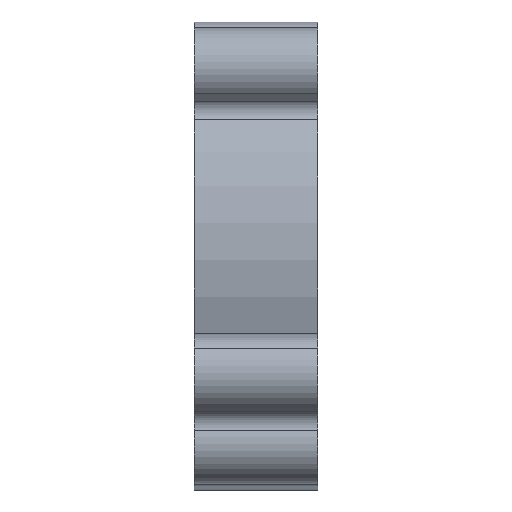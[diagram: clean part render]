
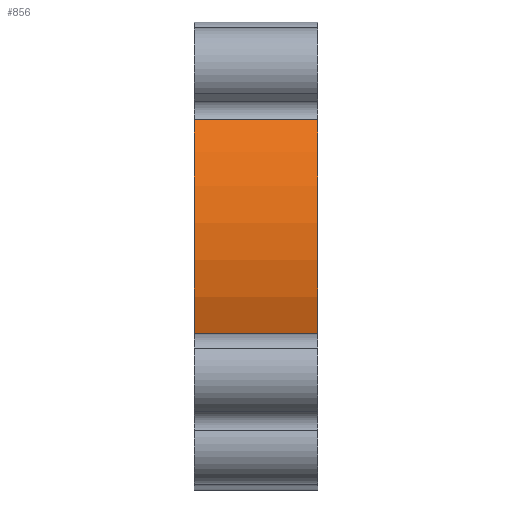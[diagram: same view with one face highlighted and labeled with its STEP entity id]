
A CAD part, left-side view. The second image highlights one B-rep face of the part: STEP entity #856.
In plain terms, the highlighted cylindrical face has radius 47 mm (diameter 94 mm), a partial arc.
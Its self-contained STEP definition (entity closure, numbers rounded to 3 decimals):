
#51=LINE('',#1479,#100);
#52=LINE('',#1485,#101);
#100=VECTOR('',#1212,10.);
#101=VECTOR('',#1219,10.);
#139=CYLINDRICAL_SURFACE('',#969,47.);
#205=FACE_OUTER_BOUND('',#256,.T.);
#256=EDGE_LOOP('',(#691,#692,#693,#694));
#340=CIRCLE('',#970,47.);
#341=CIRCLE('',#971,47.);
#420=VERTEX_POINT('',#1475);
#421=VERTEX_POINT('',#1477);
#422=VERTEX_POINT('',#1481);
#423=VERTEX_POINT('',#1483);
#531=EDGE_CURVE('',#420,#421,#51,.T.);
#532=EDGE_CURVE('',#422,#420,#340,.T.);
#533=EDGE_CURVE('',#423,#421,#341,.T.);
#534=EDGE_CURVE('',#422,#423,#52,.T.);
#691=ORIENTED_EDGE('',*,*,#532,.T.);
#692=ORIENTED_EDGE('',*,*,#531,.T.);
#693=ORIENTED_EDGE('',*,*,#533,.F.);
#694=ORIENTED_EDGE('',*,*,#534,.F.);
#856=ADVANCED_FACE('',(#205),#139,.T.);
#969=AXIS2_PLACEMENT_3D('',#1480,#1213,#1214);
#970=AXIS2_PLACEMENT_3D('',#1482,#1215,#1216);
#971=AXIS2_PLACEMENT_3D('',#1484,#1217,#1218);
#1212=DIRECTION('',(0.,1.,0.));
#1213=DIRECTION('center_axis',(0.,1.,0.));
#1214=DIRECTION('ref_axis',(-0.944,0.,-0.331));
#1215=DIRECTION('center_axis',(0.,1.,0.));
#1216=DIRECTION('ref_axis',(-0.944,0.,-0.331));
#1217=DIRECTION('center_axis',(0.,1.,0.));
#1218=DIRECTION('ref_axis',(-0.944,0.,-0.331));
#1219=DIRECTION('',(0.,1.,0.));
#1475=CARTESIAN_POINT('',(-19.91,0.,0.515));
#1477=CARTESIAN_POINT('',(-19.91,25.,0.515));
#1479=CARTESIAN_POINT('',(-19.91,0.,0.515));
#1480=CARTESIAN_POINT('Origin',(18.195,0.,-27.));
#1481=CARTESIAN_POINT('',(-26.152,0.,-42.567));
#1482=CARTESIAN_POINT('Origin',(18.195,0.,-27.));
#1483=CARTESIAN_POINT('',(-26.152,25.,-42.567));
#1484=CARTESIAN_POINT('Origin',(18.195,25.,-27.));
#1485=CARTESIAN_POINT('',(-26.152,0.,-42.567));
